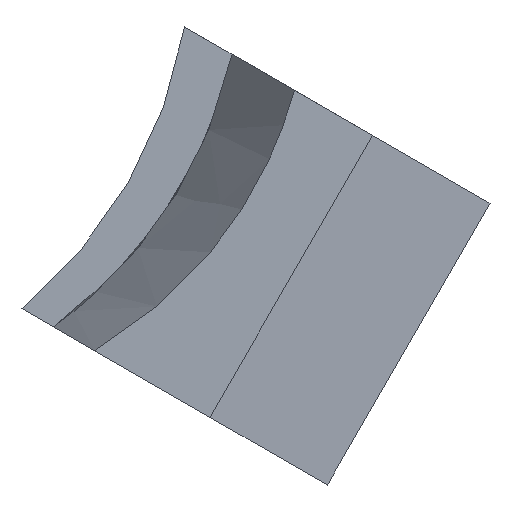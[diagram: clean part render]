
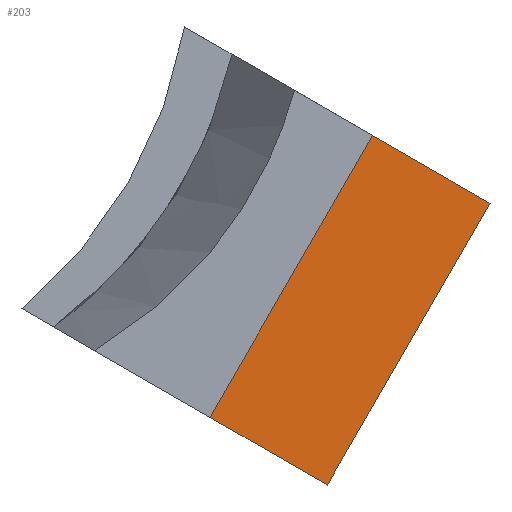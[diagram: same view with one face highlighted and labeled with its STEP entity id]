
A CAD part, left-side view. The second image highlights one B-rep face of the part: STEP entity #203.
In plain terms, the highlighted face is planar.
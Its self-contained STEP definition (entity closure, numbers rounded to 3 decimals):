
#25=LINE('',#497,#43);
#31=LINE('',#508,#49);
#32=LINE('',#511,#50);
#37=LINE('',#522,#55);
#43=VECTOR('',#247,10.);
#49=VECTOR('',#255,10.);
#50=VECTOR('',#258,10.);
#55=VECTOR('',#269,10.);
#62=PLANE('',#229);
#73=FACE_OUTER_BOUND('',#84,.T.);
#84=EDGE_LOOP('',(#178,#179,#180,#181));
#103=VERTEX_POINT('',#494);
#104=VERTEX_POINT('',#496);
#108=VERTEX_POINT('',#506);
#109=VERTEX_POINT('',#510);
#124=EDGE_CURVE('',#104,#103,#25,.T.);
#130=EDGE_CURVE('',#108,#103,#31,.T.);
#131=EDGE_CURVE('',#109,#104,#32,.T.);
#137=EDGE_CURVE('',#108,#109,#37,.T.);
#178=ORIENTED_EDGE('',*,*,#130,.F.);
#179=ORIENTED_EDGE('',*,*,#137,.T.);
#180=ORIENTED_EDGE('',*,*,#131,.T.);
#181=ORIENTED_EDGE('',*,*,#124,.T.);
#203=ADVANCED_FACE('',(#73),#62,.F.);
#229=AXIS2_PLACEMENT_3D('',#521,#267,#268);
#247=DIRECTION('',(-0.5,0.866,0.));
#255=DIRECTION('',(0.862,0.498,-0.1));
#258=DIRECTION('',(0.862,0.498,-0.1));
#267=DIRECTION('center_axis',(-0.086,-0.05,-0.995));
#268=DIRECTION('ref_axis',(0.862,0.498,-0.1));
#269=DIRECTION('',(0.5,-0.866,0.));
#494=CARTESIAN_POINT('',(29.503,59.101,49.5));
#496=CARTESIAN_POINT('',(35.503,48.709,49.5));
#497=CARTESIAN_POINT('',(35.503,48.709,49.5));
#506=CARTESIAN_POINT('',(25.173,56.601,50.));
#508=CARTESIAN_POINT('',(25.173,56.601,50.));
#510=CARTESIAN_POINT('',(31.173,46.209,50.));
#511=CARTESIAN_POINT('',(31.173,46.209,50.));
#521=CARTESIAN_POINT('Origin',(25.173,56.601,50.));
#522=CARTESIAN_POINT('',(25.173,56.601,50.));
